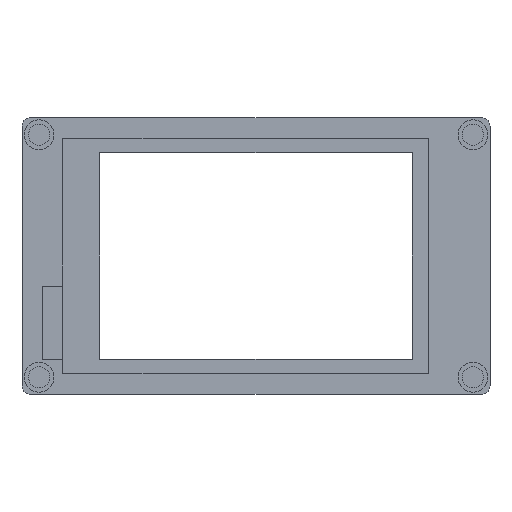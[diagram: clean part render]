
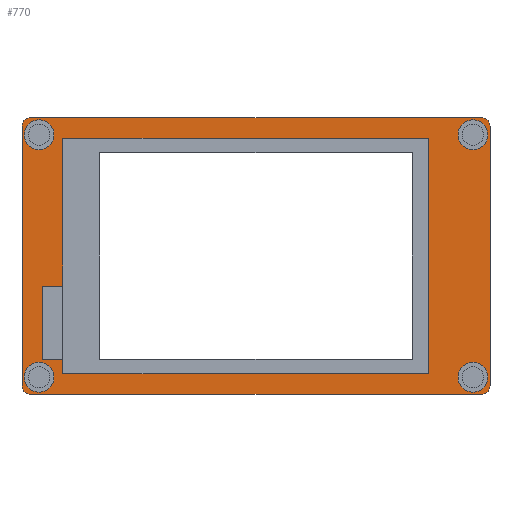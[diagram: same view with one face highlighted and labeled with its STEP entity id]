
A CAD part, front view. The second image highlights one B-rep face of the part: STEP entity #770.
In plain terms, the highlighted planar face has unit normal (0, -1, 0).
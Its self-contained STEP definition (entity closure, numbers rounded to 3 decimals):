
#73=DIRECTION('',(0.,0.,1.));
#74=VECTOR('',#73,55.4);
#75=CARTESIAN_POINT('',(40.56,-0.5,-27.7));
#76=LINE('',#75,#74);
#77=CARTESIAN_POINT('',(51.,-0.5,-28.5));
#78=DIRECTION('',(0.,-1.,0.));
#79=DIRECTION('',(-1.,0.,0.));
#80=AXIS2_PLACEMENT_3D('',#77,#78,#79);
#82=CARTESIAN_POINT('',(51.,-0.5,-28.5));
#83=DIRECTION('',(0.,-1.,0.));
#84=DIRECTION('',(1.,0.,0.));
#85=AXIS2_PLACEMENT_3D('',#82,#83,#84);
#87=CARTESIAN_POINT('',(-51.,-0.5,28.5));
#88=DIRECTION('',(0.,-1.,0.));
#89=DIRECTION('',(-1.,0.,0.));
#90=AXIS2_PLACEMENT_3D('',#87,#88,#89);
#92=CARTESIAN_POINT('',(-51.,-0.5,28.5));
#93=DIRECTION('',(0.,-1.,0.));
#94=DIRECTION('',(1.,0.,0.));
#95=AXIS2_PLACEMENT_3D('',#92,#93,#94);
#97=CARTESIAN_POINT('',(-51.,-0.5,-28.5));
#98=DIRECTION('',(0.,-1.,0.));
#99=DIRECTION('',(-1.,0.,0.));
#100=AXIS2_PLACEMENT_3D('',#97,#98,#99);
#102=CARTESIAN_POINT('',(-51.,-0.5,-28.5));
#103=DIRECTION('',(0.,-1.,0.));
#104=DIRECTION('',(1.,0.,0.));
#105=AXIS2_PLACEMENT_3D('',#102,#103,#104);
#107=CARTESIAN_POINT('',(51.,-0.5,28.5));
#108=DIRECTION('',(0.,-1.,0.));
#109=DIRECTION('',(-1.,0.,0.));
#110=AXIS2_PLACEMENT_3D('',#107,#108,#109);
#112=CARTESIAN_POINT('',(51.,-0.5,28.5));
#113=DIRECTION('',(0.,-1.,0.));
#114=DIRECTION('',(1.,0.,0.));
#115=AXIS2_PLACEMENT_3D('',#112,#113,#114);
#117=CARTESIAN_POINT('',(-53.,-0.5,-30.5));
#118=DIRECTION('',(0.,-1.,0.));
#119=DIRECTION('',(-1.,0.,0.));
#120=AXIS2_PLACEMENT_3D('',#117,#118,#119);
#122=CARTESIAN_POINT('',(-53.,-0.5,30.5));
#123=DIRECTION('',(0.,-1.,0.));
#124=DIRECTION('',(0.,0.,1.));
#125=AXIS2_PLACEMENT_3D('',#122,#123,#124);
#127=CARTESIAN_POINT('',(53.,-0.5,30.5));
#128=DIRECTION('',(0.,-1.,0.));
#129=DIRECTION('',(1.,0.,0.));
#130=AXIS2_PLACEMENT_3D('',#127,#128,#129);
#132=CARTESIAN_POINT('',(53.,-0.5,-30.5));
#133=DIRECTION('',(0.,-1.,0.));
#134=DIRECTION('',(0.,0.,-1.));
#135=AXIS2_PLACEMENT_3D('',#132,#133,#134);
#137=DIRECTION('',(1.,0.,0.));
#138=VECTOR('',#137,4.891);
#139=CARTESIAN_POINT('',(-50.291,-0.5,-24.27));
#140=LINE('',#139,#138);
#141=DIRECTION('',(-1.,0.,0.));
#142=VECTOR('',#141,4.891);
#143=CARTESIAN_POINT('',(-45.4,-0.5,-7.084));
#144=LINE('',#143,#142);
#145=DIRECTION('',(0.,0.,-1.));
#146=VECTOR('',#145,17.186);
#147=CARTESIAN_POINT('',(-50.291,-0.5,-7.084));
#148=LINE('',#147,#146);
#337=DIRECTION('',(-1.,0.,0.));
#338=VECTOR('',#337,106.);
#339=CARTESIAN_POINT('',(53.,-0.5,-32.5));
#340=LINE('',#339,#338);
#353=DIRECTION('',(0.,0.,-1.));
#354=VECTOR('',#353,61.);
#355=CARTESIAN_POINT('',(55.,-0.5,30.5));
#356=LINE('',#355,#354);
#365=DIRECTION('',(1.,0.,0.));
#366=VECTOR('',#365,106.);
#367=CARTESIAN_POINT('',(-53.,-0.5,32.5));
#368=LINE('',#367,#366);
#381=DIRECTION('',(0.,0.,1.));
#382=VECTOR('',#381,61.);
#383=CARTESIAN_POINT('',(-55.,-0.5,-30.5));
#384=LINE('',#383,#382);
#405=DIRECTION('',(0.,0.,-1.));
#406=VECTOR('',#405,34.784);
#407=CARTESIAN_POINT('',(-45.4,-0.5,27.7));
#408=LINE('',#407,#406);
#413=DIRECTION('',(0.,0.,-1.));
#414=VECTOR('',#413,3.43);
#415=CARTESIAN_POINT('',(-45.4,-0.5,-24.27));
#416=LINE('',#415,#414);
#429=DIRECTION('',(-1.,0.,0.));
#430=VECTOR('',#429,85.96);
#431=CARTESIAN_POINT('',(40.56,-0.5,27.7));
#432=LINE('',#431,#430);
#437=DIRECTION('',(1.,0.,0.));
#438=VECTOR('',#437,85.96);
#439=CARTESIAN_POINT('',(-45.4,-0.5,-27.7));
#440=LINE('',#439,#438);
#497=CARTESIAN_POINT('',(-45.4,-0.5,-27.7));
#498=CARTESIAN_POINT('',(40.56,-0.5,-27.7));
#499=VERTEX_POINT('',#497);
#500=VERTEX_POINT('',#498);
#501=CARTESIAN_POINT('',(40.56,-0.5,27.7));
#502=VERTEX_POINT('',#501);
#503=CARTESIAN_POINT('',(-45.4,-0.5,27.7));
#504=VERTEX_POINT('',#503);
#509=CARTESIAN_POINT('',(47.5,-0.5,-28.5));
#510=CARTESIAN_POINT('',(54.5,-0.5,-28.5));
#511=VERTEX_POINT('',#509);
#512=VERTEX_POINT('',#510);
#533=CARTESIAN_POINT('',(-54.5,-0.5,28.5));
#534=CARTESIAN_POINT('',(-47.5,-0.5,28.5));
#535=VERTEX_POINT('',#533);
#536=VERTEX_POINT('',#534);
#537=CARTESIAN_POINT('',(-54.5,-0.5,-28.5));
#538=CARTESIAN_POINT('',(-47.5,-0.5,-28.5));
#539=VERTEX_POINT('',#537);
#540=VERTEX_POINT('',#538);
#541=CARTESIAN_POINT('',(47.5,-0.5,28.5));
#542=CARTESIAN_POINT('',(54.5,-0.5,28.5));
#543=VERTEX_POINT('',#541);
#544=VERTEX_POINT('',#542);
#569=CARTESIAN_POINT('',(-55.,-0.5,-30.5));
#570=CARTESIAN_POINT('',(-53.,-0.5,-32.5));
#571=VERTEX_POINT('',#569);
#572=VERTEX_POINT('',#570);
#577=CARTESIAN_POINT('',(-53.,-0.5,32.5));
#578=CARTESIAN_POINT('',(-55.,-0.5,30.5));
#579=VERTEX_POINT('',#577);
#580=VERTEX_POINT('',#578);
#585=CARTESIAN_POINT('',(55.,-0.5,30.5));
#586=CARTESIAN_POINT('',(53.,-0.5,32.5));
#587=VERTEX_POINT('',#585);
#588=VERTEX_POINT('',#586);
#593=CARTESIAN_POINT('',(53.,-0.5,-32.5));
#594=CARTESIAN_POINT('',(55.,-0.5,-30.5));
#595=VERTEX_POINT('',#593);
#596=VERTEX_POINT('',#594);
#609=CARTESIAN_POINT('',(-45.4,-0.5,-24.27));
#610=VERTEX_POINT('',#609);
#611=CARTESIAN_POINT('',(-45.4,-0.5,-7.084));
#612=VERTEX_POINT('',#611);
#613=CARTESIAN_POINT('',(-50.291,-0.5,-7.084));
#614=VERTEX_POINT('',#613);
#615=CARTESIAN_POINT('',(-50.291,-0.5,-24.27));
#616=VERTEX_POINT('',#615);
#706=CARTESIAN_POINT('',(0.,-0.5,0.));
#707=DIRECTION('',(0.,-1.,0.));
#708=DIRECTION('',(-1.,0.,0.));
#709=AXIS2_PLACEMENT_3D('',#706,#707,#708);
#710=PLANE('',#709);
#712=ORIENTED_EDGE('',*,*,#711,.F.);
#714=ORIENTED_EDGE('',*,*,#713,.T.);
#716=ORIENTED_EDGE('',*,*,#715,.F.);
#718=ORIENTED_EDGE('',*,*,#717,.T.);
#720=ORIENTED_EDGE('',*,*,#719,.F.);
#722=ORIENTED_EDGE('',*,*,#721,.T.);
#724=ORIENTED_EDGE('',*,*,#723,.F.);
#726=ORIENTED_EDGE('',*,*,#725,.T.);
#727=EDGE_LOOP('',(#712,#714,#716,#718,#720,#722,#724,#726));
#728=FACE_OUTER_BOUND('',#727,.F.);
#730=ORIENTED_EDGE('',*,*,#729,.T.);
#732=ORIENTED_EDGE('',*,*,#731,.T.);
#733=EDGE_LOOP('',(#730,#732));
#734=FACE_BOUND('',#733,.F.);
#736=ORIENTED_EDGE('',*,*,#735,.T.);
#738=ORIENTED_EDGE('',*,*,#737,.T.);
#739=EDGE_LOOP('',(#736,#738));
#740=FACE_BOUND('',#739,.F.);
#742=ORIENTED_EDGE('',*,*,#741,.T.);
#744=ORIENTED_EDGE('',*,*,#743,.T.);
#745=EDGE_LOOP('',(#742,#744));
#746=FACE_BOUND('',#745,.F.);
#748=ORIENTED_EDGE('',*,*,#747,.T.);
#750=ORIENTED_EDGE('',*,*,#749,.T.);
#751=EDGE_LOOP('',(#748,#750));
#752=FACE_BOUND('',#751,.F.);
#754=ORIENTED_EDGE('',*,*,#753,.T.);
#756=ORIENTED_EDGE('',*,*,#755,.T.);
#758=ORIENTED_EDGE('',*,*,#757,.T.);
#759=ORIENTED_EDGE('',*,*,#696,.T.);
#761=ORIENTED_EDGE('',*,*,#760,.T.);
#763=ORIENTED_EDGE('',*,*,#762,.T.);
#765=ORIENTED_EDGE('',*,*,#764,.T.);
#767=ORIENTED_EDGE('',*,*,#766,.T.);
#768=EDGE_LOOP('',(#754,#756,#758,#759,#761,#763,#765,#767));
#769=FACE_BOUND('',#768,.F.);
#770=ADVANCED_FACE('',(#728,#734,#740,#746,#752,#769),#710,.T.);
#81=CIRCLE('',#80,3.5);
#86=CIRCLE('',#85,3.5);
#91=CIRCLE('',#90,3.5);
#96=CIRCLE('',#95,3.5);
#101=CIRCLE('',#100,3.5);
#106=CIRCLE('',#105,3.5);
#111=CIRCLE('',#110,3.5);
#116=CIRCLE('',#115,3.5);
#121=CIRCLE('',#120,2.);
#126=CIRCLE('',#125,2.);
#131=CIRCLE('',#130,2.);
#136=CIRCLE('',#135,2.);
#696=EDGE_CURVE('',#500,#502,#76,.T.);
#711=EDGE_CURVE('',#571,#572,#121,.T.);
#713=EDGE_CURVE('',#571,#580,#384,.T.);
#715=EDGE_CURVE('',#579,#580,#126,.T.);
#717=EDGE_CURVE('',#579,#588,#368,.T.);
#719=EDGE_CURVE('',#587,#588,#131,.T.);
#721=EDGE_CURVE('',#587,#596,#356,.T.);
#723=EDGE_CURVE('',#595,#596,#136,.T.);
#725=EDGE_CURVE('',#595,#572,#340,.T.);
#729=EDGE_CURVE('',#535,#536,#91,.T.);
#731=EDGE_CURVE('',#536,#535,#96,.T.);
#735=EDGE_CURVE('',#539,#540,#101,.T.);
#737=EDGE_CURVE('',#540,#539,#106,.T.);
#741=EDGE_CURVE('',#543,#544,#111,.T.);
#743=EDGE_CURVE('',#544,#543,#116,.T.);
#747=EDGE_CURVE('',#511,#512,#81,.T.);
#749=EDGE_CURVE('',#512,#511,#86,.T.);
#753=EDGE_CURVE('',#616,#610,#140,.T.);
#755=EDGE_CURVE('',#610,#499,#416,.T.);
#757=EDGE_CURVE('',#499,#500,#440,.T.);
#760=EDGE_CURVE('',#502,#504,#432,.T.);
#762=EDGE_CURVE('',#504,#612,#408,.T.);
#764=EDGE_CURVE('',#612,#614,#144,.T.);
#766=EDGE_CURVE('',#614,#616,#148,.T.);
